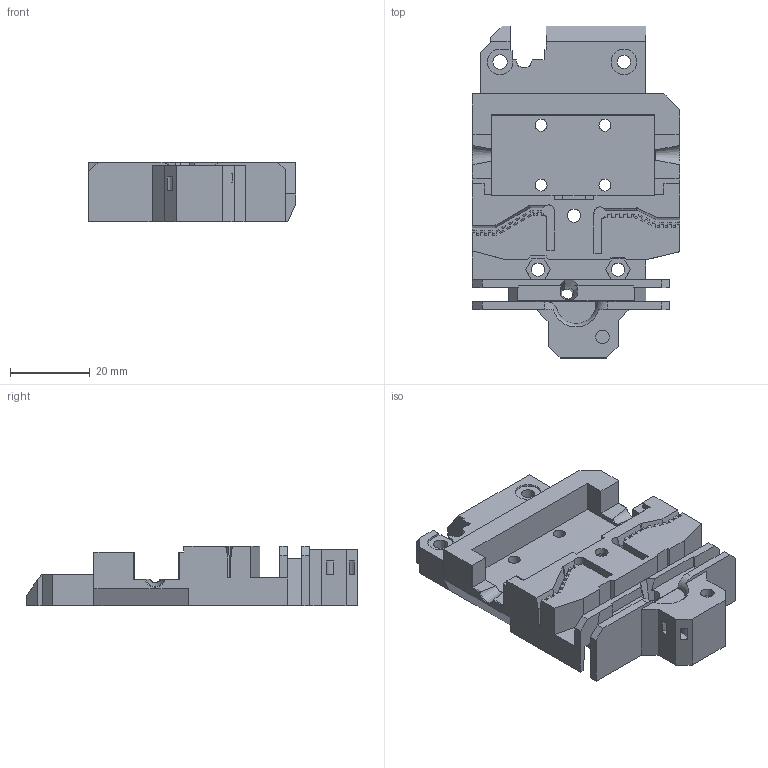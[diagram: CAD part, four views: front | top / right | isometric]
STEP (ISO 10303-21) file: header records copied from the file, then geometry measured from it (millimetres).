
FILE_DESCRIPTION(/* description */ ('STEP AP242','CAx-IF Rec.Pracs.---Representation and Presentation of Product Manufacturing Information (PMI)---4.0---2014-10-13','CAx-IF Rec.Pracs.---3D Tessellated Geometry---0.4---2014-09-14','2;1'),/* implementation_level */ '2;1');
FILE_NAME(/* name */ '62c98d3d80b2d137eba6a530',/* time_stamp */ '2022-07-09T14:14:23+00:00',/* author */ (''),/* organization */ (''),/* preprocessor_version */ 'ST-DEVELOPER v18.102',/* originating_system */ ' ',/* authorisation */ ' ');
FILE_SCHEMA (('AP242_MANAGED_MODEL_BASED_3D_ENGINEERING_MIM_LF { 1 0 10303 442 1 1 4 }'));
Length unit declared in the file: metre
Products named in the file (1): x-carriage
Bounding box: 52 x 83.09 x 15 mm (x, y, z)
Volume: 31732.5 mm3; surface area: 15965.9 mm2
Topology: 1 solids, 4 shells, 417 faces, 1198 edges, 792 vertices
Faces by surface type: plane 355, cylinder 45, cone 14, torus 3
Full cylindrical faces by diameter (mm): 3 x4, 3.3 x5, 3.4 x1, 3.6 x1, 5.72 x4, 6.4 x1
Entity records: 13348 total; most frequent: CARTESIAN_POINT 2464, ORIENTED_EDGE 2326, DIRECTION 2083, EDGE_CURVE 1163, LINE 1017, VECTOR 1017, VERTEX_POINT 785, AXIS2_PLACEMENT_3D 533
